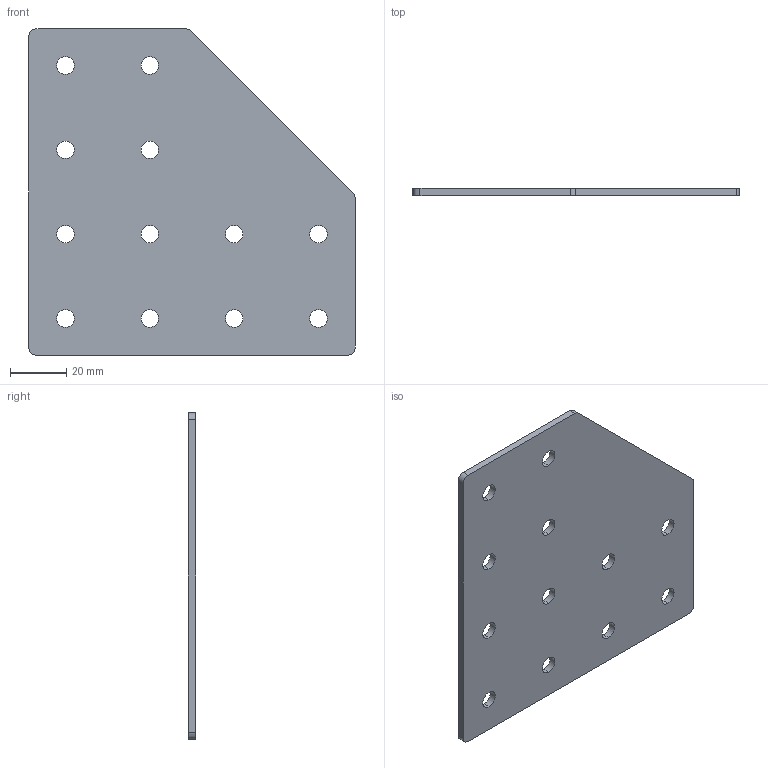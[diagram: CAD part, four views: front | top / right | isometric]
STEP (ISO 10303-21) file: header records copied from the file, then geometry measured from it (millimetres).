
FILE_DESCRIPTION (( 'STEP AP214' ), '1' );
FILE_NAME ('Ñáîðêà9.STEP', '2024-07-01T14:53:00', ( '' ), ( '' ), 'SwSTEP 2.0', 'SolidWorks 2022', '' );
FILE_SCHEMA (( 'AUTOMOTIVE_DESIGN' ));
Length unit declared in the file: millimetre
Products named in the file (2): Сборка9; A837 Г-соединитель 120х120_00
Assembly tree (1 placements, depth 2):
  Сборка9
    A837 Г-соединитель 120х120_00
Bounding box: 116 x 2.5 x 116 mm (x, y, z)
Volume: 28397.6 mm3; surface area: 24367.7 mm2
Topology: 1 solids, 1 shells, 36 faces, 102 edges, 68 vertices
Faces by surface type: cylinder 29, plane 7
Entity records: 1318 total; most frequent: DIRECTION 240, CARTESIAN_POINT 210, ORIENTED_EDGE 204, EDGE_CURVE 102, AXIS2_PLACEMENT_3D 98, VERTEX_POINT 68, EDGE_LOOP 60, CIRCLE 58
